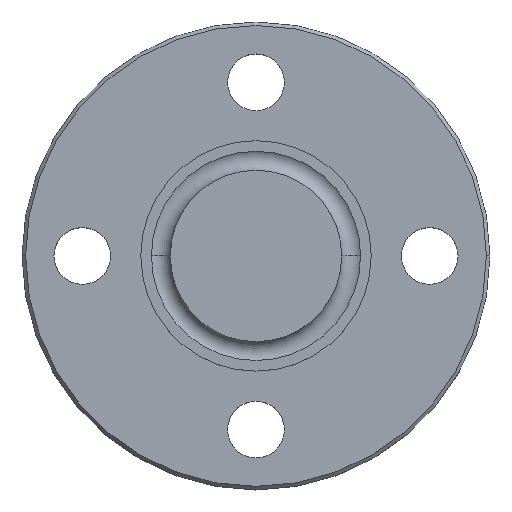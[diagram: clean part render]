
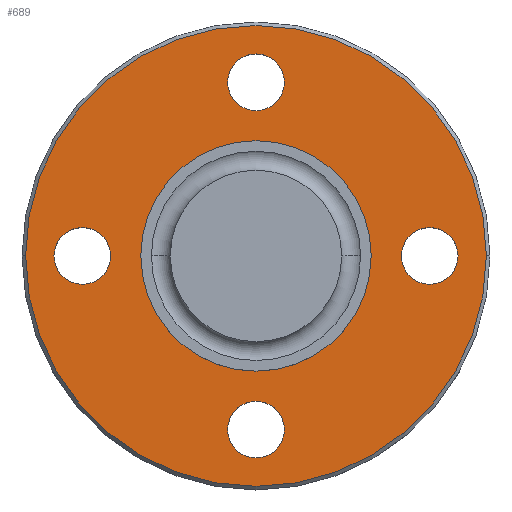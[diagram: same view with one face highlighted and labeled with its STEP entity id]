
A CAD part, top view. The second image highlights one B-rep face of the part: STEP entity #689.
In plain terms, the highlighted planar face has unit normal (0, 0, 1).
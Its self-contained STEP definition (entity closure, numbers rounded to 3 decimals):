
#4 = EDGE_LOOP ( 'NONE', ( #54, #13 ) ) ;
#13 = ORIENTED_EDGE ( 'NONE', *, *, #85, .T. ) ;
#23 = DIRECTION ( 'NONE',  ( 1., 0., 0. ) ) ;
#25 = CARTESIAN_POINT ( 'NONE',  ( 0., 0., 10. ) ) ;
#31 = EDGE_CURVE ( 'NONE', #314, #208, #708, .T. ) ;
#33 = FACE_BOUND ( 'NONE', #569, .T. ) ;
#34 = CARTESIAN_POINT ( 'NONE',  ( -32.5, 0., 10. ) ) ;
#48 = FACE_BOUND ( 'NONE', #401, .T. ) ;
#51 = AXIS2_PLACEMENT_3D ( 'NONE', #585, #537, #91 ) ;
#54 = ORIENTED_EDGE ( 'NONE', *, *, #182, .T. ) ;
#55 = EDGE_CURVE ( 'NONE', #442, #589, #206, .T. ) ;
#57 = VERTEX_POINT ( 'NONE', #248 ) ;
#70 = ORIENTED_EDGE ( 'NONE', *, *, #732, .F. ) ;
#83 = DIRECTION ( 'NONE',  ( 0., 0., 1. ) ) ;
#85 = EDGE_CURVE ( 'NONE', #57, #148, #176, .T. ) ;
#86 = AXIS2_PLACEMENT_3D ( 'NONE', #586, #541, #23 ) ;
#88 = AXIS2_PLACEMENT_3D ( 'NONE', #319, #548, #731 ) ;
#91 = DIRECTION ( 'NONE',  ( 1., 0., 0. ) ) ;
#92 = CARTESIAN_POINT ( 'NONE',  ( -4., 24.5, 10. ) ) ;
#99 = DIRECTION ( 'NONE',  ( 0., 0., -1. ) ) ;
#119 = DIRECTION ( 'NONE',  ( 0., 0., 1. ) ) ;
#133 = VERTEX_POINT ( 'NONE', #300 ) ;
#136 = DIRECTION ( 'NONE',  ( 1., 0., 0. ) ) ;
#141 = DIRECTION ( 'NONE',  ( 0., 0., 1. ) ) ;
#148 = VERTEX_POINT ( 'NONE', #34 ) ;
#151 = CARTESIAN_POINT ( 'NONE',  ( -24.5, -4., 10. ) ) ;
#174 = DIRECTION ( 'NONE',  ( 0., 0., 1. ) ) ;
#175 = VERTEX_POINT ( 'NONE', #151 ) ;
#176 = CIRCLE ( 'NONE', #388, 32.5 ) ;
#181 = DIRECTION ( 'NONE',  ( 0., 1., 0. ) ) ;
#182 = EDGE_CURVE ( 'NONE', #148, #57, #496, .T. ) ;
#192 = CARTESIAN_POINT ( 'NONE',  ( 0., 24.5, 10. ) ) ;
#197 = CARTESIAN_POINT ( 'NONE',  ( 4., -24.5, 10. ) ) ;
#206 = CIRCLE ( 'NONE', #404, 4. ) ;
#208 = VERTEX_POINT ( 'NONE', #681 ) ;
#209 = ORIENTED_EDGE ( 'NONE', *, *, #658, .F. ) ;
#213 = CARTESIAN_POINT ( 'NONE',  ( -16.25, 0., 10. ) ) ;
#214 = EDGE_CURVE ( 'NONE', #277, #175, #543, .T. ) ;
#229 = CARTESIAN_POINT ( 'NONE',  ( -4., -24.5, 10. ) ) ;
#235 = CARTESIAN_POINT ( 'NONE',  ( -24.5, 0., 10. ) ) ;
#241 = CIRCLE ( 'NONE', #254, 4. ) ;
#244 = ORIENTED_EDGE ( 'NONE', *, *, #31, .F. ) ;
#248 = CARTESIAN_POINT ( 'NONE',  ( 32.5, 0., 10. ) ) ;
#249 = EDGE_CURVE ( 'NONE', #589, #442, #676, .T. ) ;
#254 = AXIS2_PLACEMENT_3D ( 'NONE', #192, #592, #136 ) ;
#256 = CARTESIAN_POINT ( 'NONE',  ( 0., 0., 10. ) ) ;
#264 = ORIENTED_EDGE ( 'NONE', *, *, #249, .F. ) ;
#270 = CARTESIAN_POINT ( 'NONE',  ( 24.5, 4., 10. ) ) ;
#277 = VERTEX_POINT ( 'NONE', #513 ) ;
#281 = DIRECTION ( 'NONE',  ( 0., 0., 1. ) ) ;
#288 = EDGE_CURVE ( 'NONE', #391, #724, #317, .T. ) ;
#295 = AXIS2_PLACEMENT_3D ( 'NONE', #691, #119, #332 ) ;
#300 = CARTESIAN_POINT ( 'NONE',  ( 16.25, 0., 10. ) ) ;
#306 = AXIS2_PLACEMENT_3D ( 'NONE', #371, #321, #723 ) ;
#310 = EDGE_CURVE ( 'NONE', #565, #133, #327, .T. ) ;
#314 = VERTEX_POINT ( 'NONE', #92 ) ;
#317 = CIRCLE ( 'NONE', #295, 4. ) ;
#319 = CARTESIAN_POINT ( 'NONE',  ( 0., 0., 10. ) ) ;
#321 = DIRECTION ( 'NONE',  ( 0., 0., 1. ) ) ;
#327 = CIRCLE ( 'NONE', #389, 16.25 ) ;
#332 = DIRECTION ( 'NONE',  ( -1., 0., 0. ) ) ;
#333 = ORIENTED_EDGE ( 'NONE', *, *, #468, .F. ) ;
#335 = CARTESIAN_POINT ( 'NONE',  ( 0., -24.5, 10. ) ) ;
#365 = CIRCLE ( 'NONE', #51, 16.25 ) ;
#371 = CARTESIAN_POINT ( 'NONE',  ( -24.5, 0., 10. ) ) ;
#388 = AXIS2_PLACEMENT_3D ( 'NONE', #256, #83, #505 ) ;
#389 = AXIS2_PLACEMENT_3D ( 'NONE', #25, #141, #476 ) ;
#390 = CIRCLE ( 'NONE', #306, 4. ) ;
#391 = VERTEX_POINT ( 'NONE', #229 ) ;
#401 = EDGE_LOOP ( 'NONE', ( #567, #70 ) ) ;
#403 = DIRECTION ( 'NONE',  ( 0., -1., 0. ) ) ;
#404 = AXIS2_PLACEMENT_3D ( 'NONE', #529, #472, #656 ) ;
#419 = CARTESIAN_POINT ( 'NONE',  ( 24.5, 0., 10. ) ) ;
#438 = DIRECTION ( 'NONE',  ( -1., 0., 0. ) ) ;
#440 = AXIS2_PLACEMENT_3D ( 'NONE', #235, #637, #181 ) ;
#442 = VERTEX_POINT ( 'NONE', #270 ) ;
#454 = ORIENTED_EDGE ( 'NONE', *, *, #55, .F. ) ;
#468 = EDGE_CURVE ( 'NONE', #133, #565, #365, .T. ) ;
#472 = DIRECTION ( 'NONE',  ( 0., 0., 1. ) ) ;
#476 = DIRECTION ( 'NONE',  ( 1., 0., 0. ) ) ;
#481 = ORIENTED_EDGE ( 'NONE', *, *, #310, .F. ) ;
#491 = CARTESIAN_POINT ( 'NONE',  ( 0., 32.5, 10. ) ) ;
#493 = ORIENTED_EDGE ( 'NONE', *, *, #288, .F. ) ;
#495 = FACE_BOUND ( 'NONE', #715, .T. ) ;
#496 = CIRCLE ( 'NONE', #88, 32.5 ) ;
#497 = EDGE_CURVE ( 'NONE', #208, #314, #241, .T. ) ;
#503 = CARTESIAN_POINT ( 'NONE',  ( 24.5, -4., 10. ) ) ;
#505 = DIRECTION ( 'NONE',  ( 1., 0., 0. ) ) ;
#513 = CARTESIAN_POINT ( 'NONE',  ( -24.5, 4., 10. ) ) ;
#514 = DIRECTION ( 'NONE',  ( -1., 0., 0. ) ) ;
#529 = CARTESIAN_POINT ( 'NONE',  ( 24.5, 0., 10. ) ) ;
#537 = DIRECTION ( 'NONE',  ( 0., 0., 1. ) ) ;
#541 = DIRECTION ( 'NONE',  ( 0., 0., 1. ) ) ;
#543 = CIRCLE ( 'NONE', #440, 4. ) ;
#544 = AXIS2_PLACEMENT_3D ( 'NONE', #491, #99, #438 ) ;
#545 = PLANE ( 'NONE',  #544 ) ;
#548 = DIRECTION ( 'NONE',  ( 0., 0., 1. ) ) ;
#565 = VERTEX_POINT ( 'NONE', #213 ) ;
#567 = ORIENTED_EDGE ( 'NONE', *, *, #214, .F. ) ;
#569 = EDGE_LOOP ( 'NONE', ( #620, #244 ) ) ;
#585 = CARTESIAN_POINT ( 'NONE',  ( 0., 0., 10. ) ) ;
#586 = CARTESIAN_POINT ( 'NONE',  ( 0., 24.5, 10. ) ) ;
#589 = VERTEX_POINT ( 'NONE', #503 ) ;
#592 = DIRECTION ( 'NONE',  ( 0., 0., 1. ) ) ;
#605 = EDGE_LOOP ( 'NONE', ( #493, #209 ) ) ;
#611 = FACE_OUTER_BOUND ( 'NONE', #4, .T. ) ;
#615 = AXIS2_PLACEMENT_3D ( 'NONE', #419, #174, #403 ) ;
#617 = CIRCLE ( 'NONE', #711, 4. ) ;
#620 = ORIENTED_EDGE ( 'NONE', *, *, #497, .F. ) ;
#637 = DIRECTION ( 'NONE',  ( 0., 0., 1. ) ) ;
#652 = EDGE_LOOP ( 'NONE', ( #333, #481 ) ) ;
#656 = DIRECTION ( 'NONE',  ( 0., -1., 0. ) ) ;
#658 = EDGE_CURVE ( 'NONE', #724, #391, #617, .T. ) ;
#662 = FACE_BOUND ( 'NONE', #652, .T. ) ;
#667 = FACE_BOUND ( 'NONE', #605, .T. ) ;
#676 = CIRCLE ( 'NONE', #615, 4. ) ;
#681 = CARTESIAN_POINT ( 'NONE',  ( 4., 24.5, 10. ) ) ;
#689 = ADVANCED_FACE ( 'NONE', ( #48, #667, #495, #33, #662, #611 ), #545, .F. ) ;
#691 = CARTESIAN_POINT ( 'NONE',  ( 0., -24.5, 10. ) ) ;
#708 = CIRCLE ( 'NONE', #86, 4. ) ;
#711 = AXIS2_PLACEMENT_3D ( 'NONE', #335, #281, #514 ) ;
#715 = EDGE_LOOP ( 'NONE', ( #264, #454 ) ) ;
#723 = DIRECTION ( 'NONE',  ( 0., 1., 0. ) ) ;
#724 = VERTEX_POINT ( 'NONE', #197 ) ;
#731 = DIRECTION ( 'NONE',  ( 1., 0., 0. ) ) ;
#732 = EDGE_CURVE ( 'NONE', #175, #277, #390, .T. ) ;
